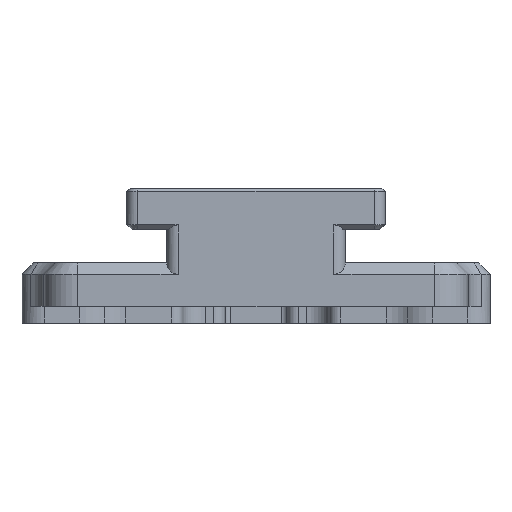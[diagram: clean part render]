
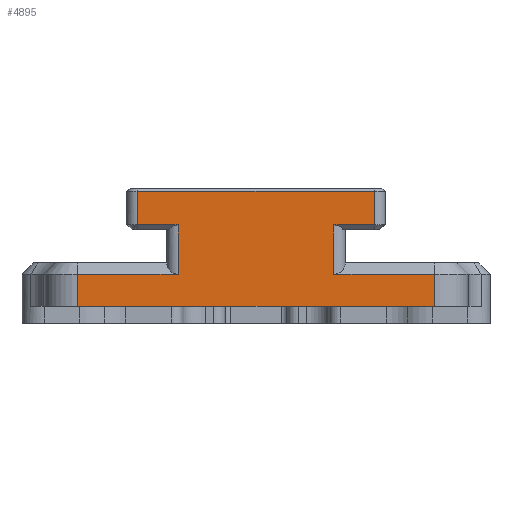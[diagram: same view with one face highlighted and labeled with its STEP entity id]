
A CAD part, front view. The second image highlights one B-rep face of the part: STEP entity #4895.
In plain terms, the highlighted planar face has unit normal (0, -1, 0).
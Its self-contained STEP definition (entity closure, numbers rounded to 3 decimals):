
#143=B_SPLINE_CURVE_WITH_KNOTS('',3,(#7170,#7171,#7172,#7173),
 .UNSPECIFIED.,.F.,.F.,(4,4),(0.457,0.459),
 .UNSPECIFIED.);
#144=B_SPLINE_CURVE_WITH_KNOTS('',3,(#7181,#7182,#7183,#7184),
 .UNSPECIFIED.,.F.,.F.,(4,4),(0.,0.002),.UNSPECIFIED.);
#441=FACE_OUTER_BOUND('',#732,.T.);
#732=EDGE_LOOP('',(#3264,#3265,#3266,#3267,#3268,#3269,#3270,#3271,#3272,
#3273,#3274,#3275,#3276,#3277));
#1042=LINE('',#7153,#1527);
#1043=LINE('',#7156,#1528);
#1044=LINE('',#7158,#1529);
#1045=LINE('',#7160,#1530);
#1046=LINE('',#7162,#1531);
#1047=LINE('',#7164,#1532);
#1048=LINE('',#7166,#1533);
#1049=LINE('',#7168,#1534);
#1050=LINE('',#7175,#1535);
#1051=LINE('',#7177,#1536);
#1052=LINE('',#7179,#1537);
#1053=LINE('',#7185,#1538);
#1527=VECTOR('',#5714,10.);
#1528=VECTOR('',#5717,10.);
#1529=VECTOR('',#5718,10.);
#1530=VECTOR('',#5719,10.);
#1531=VECTOR('',#5720,10.);
#1532=VECTOR('',#5721,10.);
#1533=VECTOR('',#5722,10.);
#1534=VECTOR('',#5723,10.);
#1535=VECTOR('',#5724,10.);
#1536=VECTOR('',#5725,10.);
#1537=VECTOR('',#5726,10.);
#1538=VECTOR('',#5727,10.);
#2026=VERTEX_POINT('',#7143);
#2028=VERTEX_POINT('',#7149);
#2030=VERTEX_POINT('',#7155);
#2031=VERTEX_POINT('',#7157);
#2032=VERTEX_POINT('',#7159);
#2033=VERTEX_POINT('',#7161);
#2034=VERTEX_POINT('',#7163);
#2035=VERTEX_POINT('',#7165);
#2036=VERTEX_POINT('',#7167);
#2037=VERTEX_POINT('',#7169);
#2038=VERTEX_POINT('',#7174);
#2039=VERTEX_POINT('',#7176);
#2040=VERTEX_POINT('',#7178);
#2041=VERTEX_POINT('',#7180);
#2504=EDGE_CURVE('',#2026,#2028,#1042,.T.);
#2505=EDGE_CURVE('',#2028,#2030,#1043,.T.);
#2506=EDGE_CURVE('',#2031,#2026,#1044,.T.);
#2507=EDGE_CURVE('',#2032,#2031,#1045,.T.);
#2508=EDGE_CURVE('',#2033,#2032,#1046,.T.);
#2509=EDGE_CURVE('',#2034,#2033,#1047,.T.);
#2510=EDGE_CURVE('',#2035,#2034,#1048,.T.);
#2511=EDGE_CURVE('',#2036,#2035,#1049,.T.);
#2512=EDGE_CURVE('',#2037,#2036,#143,.T.);
#2513=EDGE_CURVE('',#2038,#2037,#1050,.T.);
#2514=EDGE_CURVE('',#2039,#2038,#1051,.F.);
#2515=EDGE_CURVE('',#2040,#2039,#1052,.T.);
#2516=EDGE_CURVE('',#2041,#2040,#144,.T.);
#2517=EDGE_CURVE('',#2030,#2041,#1053,.T.);
#3264=ORIENTED_EDGE('',*,*,#2505,.F.);
#3265=ORIENTED_EDGE('',*,*,#2504,.F.);
#3266=ORIENTED_EDGE('',*,*,#2506,.F.);
#3267=ORIENTED_EDGE('',*,*,#2507,.F.);
#3268=ORIENTED_EDGE('',*,*,#2508,.F.);
#3269=ORIENTED_EDGE('',*,*,#2509,.F.);
#3270=ORIENTED_EDGE('',*,*,#2510,.F.);
#3271=ORIENTED_EDGE('',*,*,#2511,.F.);
#3272=ORIENTED_EDGE('',*,*,#2512,.F.);
#3273=ORIENTED_EDGE('',*,*,#2513,.F.);
#3274=ORIENTED_EDGE('',*,*,#2514,.F.);
#3275=ORIENTED_EDGE('',*,*,#2515,.F.);
#3276=ORIENTED_EDGE('',*,*,#2516,.F.);
#3277=ORIENTED_EDGE('',*,*,#2517,.F.);
#4749=PLANE('',#5209);
#4895=ADVANCED_FACE('',(#441),#4749,.T.);
#5209=AXIS2_PLACEMENT_3D('',#7154,#5715,#5716);
#5714=DIRECTION('',(1.,0.,0.));
#5715=DIRECTION('center_axis',(0.,-1.,0.));
#5716=DIRECTION('ref_axis',(1.,0.,0.));
#5717=DIRECTION('',(0.,0.,1.));
#5718=DIRECTION('',(0.,0.,1.));
#5719=DIRECTION('',(-1.,0.,0.));
#5720=DIRECTION('',(0.,0.,-1.));
#5721=DIRECTION('',(1.,0.,0.));
#5722=DIRECTION('',(0.,0.,-1.));
#5723=DIRECTION('',(-1.,0.,0.));
#5724=DIRECTION('',(0.,0.,-1.));
#5725=DIRECTION('',(-1.,0.,0.));
#5726=DIRECTION('',(0.,0.,1.));
#5727=DIRECTION('',(-1.,0.,0.));
#7143=CARTESIAN_POINT('',(-15.85,-3.28,4.48));
#7149=CARTESIAN_POINT('',(-6.93,-3.28,4.48));
#7153=CARTESIAN_POINT('',(-7.925,-3.28,4.48));
#7154=CARTESIAN_POINT('Origin',(-15.85,-3.28,1.55));
#7155=CARTESIAN_POINT('',(-6.93,-3.28,8.86));
#7156=CARTESIAN_POINT('',(-6.93,-3.28,3.73));
#7157=CARTESIAN_POINT('',(-15.85,-3.28,1.62));
#7158=CARTESIAN_POINT('',(-15.85,-3.28,2.05));
#7159=CARTESIAN_POINT('',(15.85,-3.28,1.62));
#7160=CARTESIAN_POINT('',(-7.925,-3.28,1.62));
#7161=CARTESIAN_POINT('',(15.85,-3.28,4.48));
#7162=CARTESIAN_POINT('',(15.85,-3.28,2.05));
#7163=CARTESIAN_POINT('',(6.93,-3.28,4.48));
#7164=CARTESIAN_POINT('',(-7.925,-3.28,4.48));
#7165=CARTESIAN_POINT('',(6.93,-3.28,8.86));
#7166=CARTESIAN_POINT('',(6.93,-3.28,3.73));
#7167=CARTESIAN_POINT('',(10.481,-3.28,8.86));
#7168=CARTESIAN_POINT('',(-14.925,-3.28,8.86));
#7169=CARTESIAN_POINT('',(10.5,-3.28,8.86));
#7170=CARTESIAN_POINT('Ctrl Pts',(10.5,-3.28,8.86));
#7171=CARTESIAN_POINT('Ctrl Pts',(10.494,-3.28,8.86));
#7172=CARTESIAN_POINT('Ctrl Pts',(10.488,-3.28,8.86));
#7173=CARTESIAN_POINT('Ctrl Pts',(10.481,-3.28,8.86));
#7174=CARTESIAN_POINT('',(10.5,-3.28,11.85));
#7175=CARTESIAN_POINT('',(10.5,-3.28,5.03));
#7176=CARTESIAN_POINT('',(-10.5,-3.28,11.85));
#7177=CARTESIAN_POINT('',(-14.925,-3.28,11.85));
#7178=CARTESIAN_POINT('',(-10.5,-3.28,8.86));
#7179=CARTESIAN_POINT('',(-10.5,-3.28,5.03));
#7180=CARTESIAN_POINT('',(-10.481,-3.28,8.86));
#7181=CARTESIAN_POINT('Ctrl Pts',(-10.481,-3.28,8.86));
#7182=CARTESIAN_POINT('Ctrl Pts',(-10.488,-3.28,8.86));
#7183=CARTESIAN_POINT('Ctrl Pts',(-10.494,-3.28,8.86));
#7184=CARTESIAN_POINT('Ctrl Pts',(-10.5,-3.28,8.86));
#7185=CARTESIAN_POINT('',(-14.925,-3.28,8.86));
